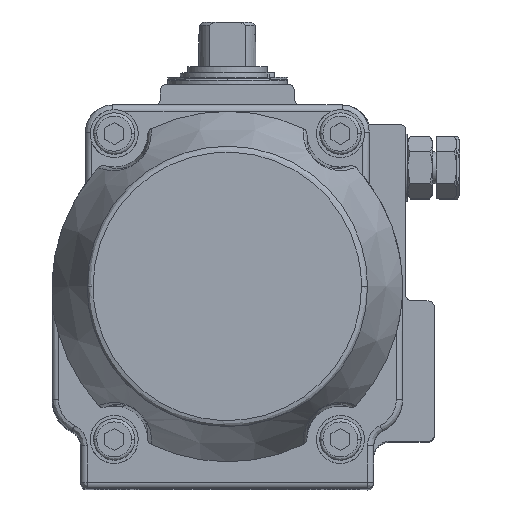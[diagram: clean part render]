
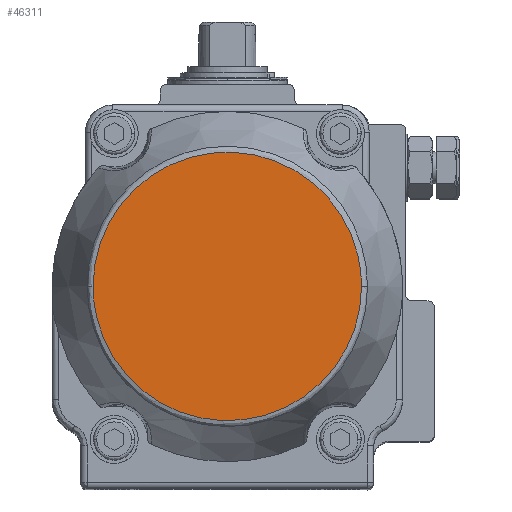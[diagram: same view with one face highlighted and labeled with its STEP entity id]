
A CAD part, top view. The second image highlights one B-rep face of the part: STEP entity #46311.
In plain terms, the highlighted planar face has unit normal (0, 0, 1).
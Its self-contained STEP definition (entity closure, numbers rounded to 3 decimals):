
#1376 = CARTESIAN_POINT ( 'NONE',  ( -42.133, 0., 130.5 ) ) ;
#1394 = CARTESIAN_POINT ( 'NONE',  ( -42.133, 2.758, 130.5 ) ) ;
#1439 = CARTESIAN_POINT ( 'NONE',  ( -41.861, 5.515, 130.5 ) ) ;
#1441 = CARTESIAN_POINT ( 'NONE',  ( -40.786, 10.924, 130.5 ) ) ;
#1443 = CARTESIAN_POINT ( 'NONE',  ( -39.981, 13.576, 130.5 ) ) ;
#1445 = CARTESIAN_POINT ( 'NONE',  ( -37.871, 18.671, 130.5 ) ) ;
#1447 = CARTESIAN_POINT ( 'NONE',  ( -36.564, 21.115, 130.5 ) ) ;
#1449 = CARTESIAN_POINT ( 'NONE',  ( -33.5, 25.701, 130.5 ) ) ;
#1451 = CARTESIAN_POINT ( 'NONE',  ( -31.742, 27.843, 130.5 ) ) ;
#1453 = CARTESIAN_POINT ( 'NONE',  ( -27.843, 31.742, 130.5 ) ) ;
#1455 = CARTESIAN_POINT ( 'NONE',  ( -25.701, 33.5, 130.5 ) ) ;
#1457 = CARTESIAN_POINT ( 'NONE',  ( -21.115, 36.564, 130.5 ) ) ;
#1459 = CARTESIAN_POINT ( 'NONE',  ( -18.671, 37.871, 130.5 ) ) ;
#1461 = CARTESIAN_POINT ( 'NONE',  ( -13.576, 39.981, 130.5 ) ) ;
#1463 = CARTESIAN_POINT ( 'NONE',  ( -10.924, 40.786, 130.5 ) ) ;
#1465 = CARTESIAN_POINT ( 'NONE',  ( -5.515, 41.861, 130.5 ) ) ;
#1467 = CARTESIAN_POINT ( 'NONE',  ( -2.758, 42.133, 130.5 ) ) ;
#1469 = CARTESIAN_POINT ( 'NONE',  ( 2.758, 42.133, 130.5 ) ) ;
#1471 = CARTESIAN_POINT ( 'NONE',  ( 5.515, 41.861, 130.5 ) ) ;
#1473 = CARTESIAN_POINT ( 'NONE',  ( 10.924, 40.786, 130.5 ) ) ;
#1475 = CARTESIAN_POINT ( 'NONE',  ( 13.576, 39.981, 130.5 ) ) ;
#1477 = CARTESIAN_POINT ( 'NONE',  ( 18.671, 37.871, 130.5 ) ) ;
#1479 = CARTESIAN_POINT ( 'NONE',  ( 21.115, 36.564, 130.5 ) ) ;
#1481 = CARTESIAN_POINT ( 'NONE',  ( 25.701, 33.5, 130.5 ) ) ;
#1483 = CARTESIAN_POINT ( 'NONE',  ( 27.843, 31.742, 130.5 ) ) ;
#1485 = CARTESIAN_POINT ( 'NONE',  ( 31.742, 27.843, 130.5 ) ) ;
#1487 = CARTESIAN_POINT ( 'NONE',  ( 33.5, 25.701, 130.5 ) ) ;
#1489 = CARTESIAN_POINT ( 'NONE',  ( 36.564, 21.115, 130.5 ) ) ;
#1491 = CARTESIAN_POINT ( 'NONE',  ( 37.871, 18.671, 130.5 ) ) ;
#1493 = CARTESIAN_POINT ( 'NONE',  ( 39.981, 13.576, 130.5 ) ) ;
#1495 = CARTESIAN_POINT ( 'NONE',  ( 40.786, 10.924, 130.5 ) ) ;
#1497 = CARTESIAN_POINT ( 'NONE',  ( 41.861, 5.515, 130.5 ) ) ;
#1499 = CARTESIAN_POINT ( 'NONE',  ( 42.133, 2.758, 130.5 ) ) ;
#1501 = CARTESIAN_POINT ( 'NONE',  ( 42.133, 0., 130.5 ) ) ;
#9149 = CARTESIAN_POINT ( 'NONE',  ( 42.133, -2.758, 130.5 ) ) ;
#9150 = CARTESIAN_POINT ( 'NONE',  ( 42.133, 0., 130.5 ) ) ;
#9157 = CARTESIAN_POINT ( 'NONE',  ( 41.861, -5.515, 130.5 ) ) ;
#9158 = CARTESIAN_POINT ( 'NONE',  ( 40.786, -10.924, 130.5 ) ) ;
#9159 = CARTESIAN_POINT ( 'NONE',  ( 39.981, -13.576, 130.5 ) ) ;
#9160 = CARTESIAN_POINT ( 'NONE',  ( 37.871, -18.671, 130.5 ) ) ;
#9161 = CARTESIAN_POINT ( 'NONE',  ( 36.564, -21.115, 130.5 ) ) ;
#9162 = CARTESIAN_POINT ( 'NONE',  ( 33.5, -25.701, 130.5 ) ) ;
#9163 = CARTESIAN_POINT ( 'NONE',  ( 31.742, -27.843, 130.5 ) ) ;
#9164 = CARTESIAN_POINT ( 'NONE',  ( 27.843, -31.742, 130.5 ) ) ;
#9165 = CARTESIAN_POINT ( 'NONE',  ( 25.701, -33.5, 130.5 ) ) ;
#9166 = CARTESIAN_POINT ( 'NONE',  ( 21.115, -36.564, 130.5 ) ) ;
#9167 = CARTESIAN_POINT ( 'NONE',  ( 18.671, -37.871, 130.5 ) ) ;
#9168 = CARTESIAN_POINT ( 'NONE',  ( 13.576, -39.981, 130.5 ) ) ;
#9169 = CARTESIAN_POINT ( 'NONE',  ( 10.924, -40.786, 130.5 ) ) ;
#9170 = CARTESIAN_POINT ( 'NONE',  ( 5.515, -41.861, 130.5 ) ) ;
#9171 = CARTESIAN_POINT ( 'NONE',  ( 2.758, -42.133, 130.5 ) ) ;
#9172 = CARTESIAN_POINT ( 'NONE',  ( -2.758, -42.133, 130.5 ) ) ;
#9173 = CARTESIAN_POINT ( 'NONE',  ( -5.515, -41.861, 130.5 ) ) ;
#9174 = CARTESIAN_POINT ( 'NONE',  ( -10.924, -40.786, 130.5 ) ) ;
#9175 = CARTESIAN_POINT ( 'NONE',  ( -13.576, -39.981, 130.5 ) ) ;
#9176 = CARTESIAN_POINT ( 'NONE',  ( -18.671, -37.871, 130.5 ) ) ;
#9177 = CARTESIAN_POINT ( 'NONE',  ( -21.115, -36.564, 130.5 ) ) ;
#9178 = CARTESIAN_POINT ( 'NONE',  ( -25.701, -33.5, 130.5 ) ) ;
#9179 = CARTESIAN_POINT ( 'NONE',  ( -27.843, -31.742, 130.5 ) ) ;
#9180 = CARTESIAN_POINT ( 'NONE',  ( -31.742, -27.843, 130.5 ) ) ;
#9181 = CARTESIAN_POINT ( 'NONE',  ( -33.5, -25.701, 130.5 ) ) ;
#9182 = CARTESIAN_POINT ( 'NONE',  ( -36.564, -21.115, 130.5 ) ) ;
#9183 = CARTESIAN_POINT ( 'NONE',  ( -37.871, -18.671, 130.5 ) ) ;
#9184 = CARTESIAN_POINT ( 'NONE',  ( -39.981, -13.576, 130.5 ) ) ;
#9185 = CARTESIAN_POINT ( 'NONE',  ( -40.786, -10.924, 130.5 ) ) ;
#9186 = CARTESIAN_POINT ( 'NONE',  ( -41.861, -5.515, 130.5 ) ) ;
#9187 = CARTESIAN_POINT ( 'NONE',  ( -42.133, -2.758, 130.5 ) ) ;
#9188 = CARTESIAN_POINT ( 'NONE',  ( -42.133, 0., 130.5 ) ) ;
#25331 = VERTEX_POINT ( 'NONE', #35369 ) ;
#25748 = VERTEX_POINT ( 'NONE', #35586 ) ;
#35369 = CARTESIAN_POINT ( 'NONE',  ( -42.133, 0., 130.5 ) ) ;
#35586 = CARTESIAN_POINT ( 'NONE',  ( 42.133, 0., 130.5 ) ) ;
#39668 = EDGE_LOOP ( 'NONE', ( #53266, #53267 ) ) ;
#46311 = ADVANCED_FACE ( 'NONE', ( #58365 ), #58366, .T. ) ;
#47209 = EDGE_CURVE ( 'NONE', #25331, #25748, #50985, .T. ) ;
#47400 = EDGE_CURVE ( 'NONE', #25748, #25331, #51091, .T. ) ;
#50985 = B_SPLINE_CURVE_WITH_KNOTS ( 'NONE', 3,
 ( #1376, #1394, #1439, #1441, #1443, #1445, #1447, #1449, #1451, #1453, #1455, #1457, #1459, #1461, #1463, #1465, #1467, #1469, #1471, #1473, #1475, #1477, #1479, #1481, #1483, #1485, #1487, #1489, #1491, #1493, #1495, #1497, #1499, #1501 ),
 .UNSPECIFIED., .F., .F.,
 ( 4, 2, 2, 2, 2, 2, 2, 2, 2, 2, 2, 2, 2, 2, 2, 2, 4 ),
 ( 0., 0.063, 0.125, 0.188, 0.25, 0.313, 0.375, 0.438, 0.5, 0.563, 0.625, 0.688, 0.75, 0.813, 0.875, 0.938, 1. ),
 .UNSPECIFIED. ) ;
#51091 = B_SPLINE_CURVE_WITH_KNOTS ( 'NONE', 3,
 ( #9150, #9149, #9157, #9158, #9159, #9160, #9161, #9162, #9163, #9164, #9165, #9166, #9167, #9168, #9169, #9170, #9171, #9172, #9173, #9174, #9175, #9176, #9177, #9178, #9179, #9180, #9181, #9182, #9183, #9184, #9185, #9186, #9187, #9188 ),
 .UNSPECIFIED., .F., .F.,
 ( 4, 2, 2, 2, 2, 2, 2, 2, 2, 2, 2, 2, 2, 2, 2, 2, 4 ),
 ( 0., 0.062, 0.125, 0.188, 0.25, 0.313, 0.375, 0.438, 0.5, 0.563, 0.625, 0.688, 0.75, 0.813, 0.875, 0.938, 1. ),
 .UNSPECIFIED. ) ;
#53266 = ORIENTED_EDGE ( 'NONE', *, *, #47400, .F. ) ;
#53267 = ORIENTED_EDGE ( 'NONE', *, *, #47209, .F. ) ;
#56357 = AXIS2_PLACEMENT_3D ( 'NONE', #58376, #58377, #58378 ) ;
#58365 = FACE_OUTER_BOUND ( 'NONE', #39668, .T. ) ;
#58366 = PLANE ( 'NONE',  #56357 ) ;
#58376 = CARTESIAN_POINT ( 'NONE',  ( 0., 0., 130.5 ) ) ;
#58377 = DIRECTION ( 'NONE',  ( 0., 0., 1. ) ) ;
#58378 = DIRECTION ( 'NONE',  ( 1., 0., 0. ) ) ;
